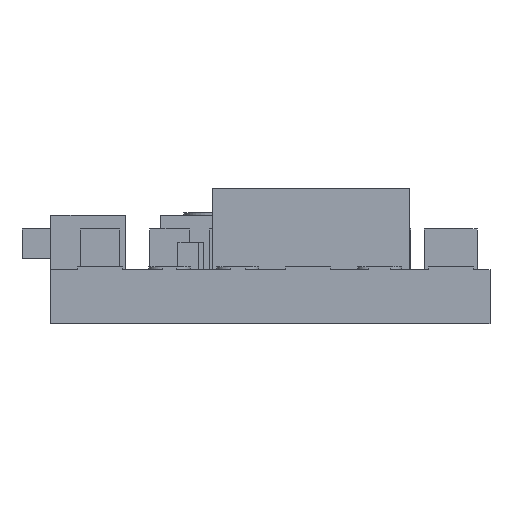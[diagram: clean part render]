
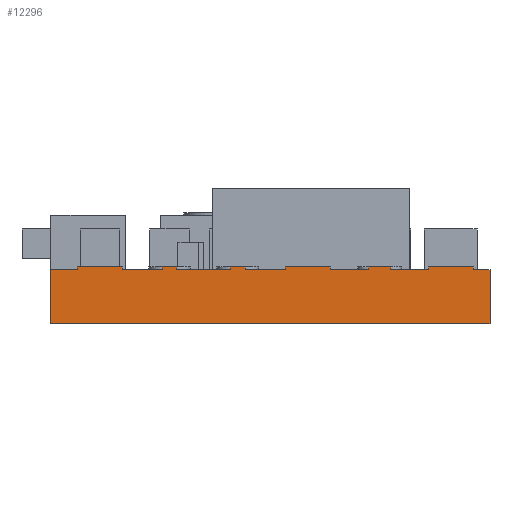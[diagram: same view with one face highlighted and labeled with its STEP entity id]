
A CAD part, left-side view. The second image highlights one B-rep face of the part: STEP entity #12296.
In plain terms, the highlighted planar face has unit normal (-1, 0, 0).
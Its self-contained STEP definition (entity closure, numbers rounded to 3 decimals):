
#1705=FACE_OUTER_BOUND('',#2453,.T.);
#2453=EDGE_LOOP('',(#10844,#10845,#10846,#10847,#10848,#10849,#10850,#10851,
#10852,#10853,#10854,#10855,#10856,#10857,#10858,#10859,#10860,#10861,#10862,
#10863,#10864,#10865,#10866,#10867,#10868,#10869,#10870,#10871));
#2869=LINE('',#16601,#3986);
#3338=LINE('',#23053,#4455);
#3342=LINE('',#23061,#4459);
#3349=LINE('',#23072,#4466);
#3353=LINE('',#23080,#4470);
#3357=LINE('',#23096,#4474);
#3361=LINE('',#23112,#4478);
#3365=LINE('',#23120,#4482);
#3506=LINE('',#23427,#4623);
#3507=LINE('',#23430,#4624);
#3508=LINE('',#23433,#4625);
#3510=LINE('',#23440,#4627);
#3512=LINE('',#23455,#4629);
#3514=LINE('',#23459,#4631);
#3515=LINE('',#23461,#4632);
#3516=LINE('',#23462,#4633);
#3517=LINE('',#23464,#4634);
#3518=LINE('',#23466,#4635);
#3519=LINE('',#23467,#4636);
#3520=LINE('',#23469,#4637);
#3521=LINE('',#23471,#4638);
#3522=LINE('',#23472,#4639);
#3523=LINE('',#23474,#4640);
#3524=LINE('',#23476,#4641);
#3525=LINE('',#23477,#4642);
#3526=LINE('',#23479,#4643);
#3527=LINE('',#23481,#4644);
#3528=LINE('',#23482,#4645);
#3986=VECTOR('',#13416,10.);
#4455=VECTOR('',#14059,10.);
#4459=VECTOR('',#14063,10.);
#4466=VECTOR('',#14070,10.);
#4470=VECTOR('',#14074,10.);
#4474=VECTOR('',#14086,10.);
#4478=VECTOR('',#14098,10.);
#4482=VECTOR('',#14102,10.);
#4623=VECTOR('',#14327,10.);
#4624=VECTOR('',#14330,10.);
#4625=VECTOR('',#14335,10.);
#4627=VECTOR('',#14341,10.);
#4629=VECTOR('',#14357,10.);
#4631=VECTOR('',#14361,10.);
#4632=VECTOR('',#14362,10.);
#4633=VECTOR('',#14363,10.);
#4634=VECTOR('',#14364,10.);
#4635=VECTOR('',#14365,10.);
#4636=VECTOR('',#14366,10.);
#4637=VECTOR('',#14367,10.);
#4638=VECTOR('',#14368,10.);
#4639=VECTOR('',#14369,10.);
#4640=VECTOR('',#14370,10.);
#4641=VECTOR('',#14371,10.);
#4642=VECTOR('',#14372,10.);
#4643=VECTOR('',#14373,10.);
#4644=VECTOR('',#14374,10.);
#4645=VECTOR('',#14375,10.);
#5095=VERTEX_POINT('',#16598);
#5096=VERTEX_POINT('',#16600);
#5771=VERTEX_POINT('',#23050);
#5772=VERTEX_POINT('',#23052);
#5775=VERTEX_POINT('',#23058);
#5776=VERTEX_POINT('',#23060);
#5780=VERTEX_POINT('',#23071);
#5783=VERTEX_POINT('',#23077);
#5784=VERTEX_POINT('',#23079);
#5791=VERTEX_POINT('',#23093);
#5792=VERTEX_POINT('',#23095);
#5799=VERTEX_POINT('',#23109);
#5800=VERTEX_POINT('',#23111);
#5803=VERTEX_POINT('',#23117);
#5804=VERTEX_POINT('',#23119);
#5928=VERTEX_POINT('',#23425);
#5929=VERTEX_POINT('',#23429);
#5932=VERTEX_POINT('',#23438);
#5939=VERTEX_POINT('',#23458);
#5940=VERTEX_POINT('',#23460);
#5941=VERTEX_POINT('',#23463);
#5942=VERTEX_POINT('',#23465);
#5943=VERTEX_POINT('',#23468);
#5944=VERTEX_POINT('',#23470);
#5945=VERTEX_POINT('',#23473);
#5946=VERTEX_POINT('',#23475);
#5947=VERTEX_POINT('',#23478);
#5948=VERTEX_POINT('',#23480);
#6433=EDGE_CURVE('',#5096,#5095,#2869,.T.);
#7425=EDGE_CURVE('',#5772,#5771,#3338,.T.);
#7429=EDGE_CURVE('',#5776,#5775,#3342,.T.);
#7436=EDGE_CURVE('',#5780,#5096,#3349,.T.);
#7440=EDGE_CURVE('',#5784,#5783,#3353,.T.);
#7448=EDGE_CURVE('',#5792,#5791,#3357,.T.);
#7456=EDGE_CURVE('',#5800,#5799,#3361,.T.);
#7460=EDGE_CURVE('',#5804,#5803,#3365,.T.);
#7607=EDGE_CURVE('',#5791,#5928,#3506,.T.);
#7608=EDGE_CURVE('',#5784,#5929,#3507,.T.);
#7610=EDGE_CURVE('',#5929,#5928,#3508,.T.);
#7613=EDGE_CURVE('',#5932,#5095,#3510,.T.);
#7621=EDGE_CURVE('',#5776,#5932,#3512,.T.);
#7623=EDGE_CURVE('',#5775,#5939,#3514,.T.);
#7624=EDGE_CURVE('',#5940,#5939,#3515,.T.);
#7625=EDGE_CURVE('',#5772,#5940,#3516,.T.);
#7626=EDGE_CURVE('',#5771,#5941,#3517,.T.);
#7627=EDGE_CURVE('',#5942,#5941,#3518,.T.);
#7628=EDGE_CURVE('',#5804,#5942,#3519,.T.);
#7629=EDGE_CURVE('',#5803,#5943,#3520,.T.);
#7630=EDGE_CURVE('',#5944,#5943,#3521,.T.);
#7631=EDGE_CURVE('',#5800,#5944,#3522,.T.);
#7632=EDGE_CURVE('',#5799,#5945,#3523,.T.);
#7633=EDGE_CURVE('',#5946,#5945,#3524,.T.);
#7634=EDGE_CURVE('',#5792,#5946,#3525,.T.);
#7635=EDGE_CURVE('',#5783,#5947,#3526,.T.);
#7636=EDGE_CURVE('',#5948,#5947,#3527,.T.);
#7637=EDGE_CURVE('',#5780,#5948,#3528,.T.);
#10844=ORIENTED_EDGE('',*,*,#7429,.T.);
#10845=ORIENTED_EDGE('',*,*,#7623,.T.);
#10846=ORIENTED_EDGE('',*,*,#7624,.F.);
#10847=ORIENTED_EDGE('',*,*,#7625,.F.);
#10848=ORIENTED_EDGE('',*,*,#7425,.T.);
#10849=ORIENTED_EDGE('',*,*,#7626,.T.);
#10850=ORIENTED_EDGE('',*,*,#7627,.F.);
#10851=ORIENTED_EDGE('',*,*,#7628,.F.);
#10852=ORIENTED_EDGE('',*,*,#7460,.T.);
#10853=ORIENTED_EDGE('',*,*,#7629,.T.);
#10854=ORIENTED_EDGE('',*,*,#7630,.F.);
#10855=ORIENTED_EDGE('',*,*,#7631,.F.);
#10856=ORIENTED_EDGE('',*,*,#7456,.T.);
#10857=ORIENTED_EDGE('',*,*,#7632,.T.);
#10858=ORIENTED_EDGE('',*,*,#7633,.F.);
#10859=ORIENTED_EDGE('',*,*,#7634,.F.);
#10860=ORIENTED_EDGE('',*,*,#7448,.T.);
#10861=ORIENTED_EDGE('',*,*,#7607,.T.);
#10862=ORIENTED_EDGE('',*,*,#7610,.F.);
#10863=ORIENTED_EDGE('',*,*,#7608,.F.);
#10864=ORIENTED_EDGE('',*,*,#7440,.T.);
#10865=ORIENTED_EDGE('',*,*,#7635,.T.);
#10866=ORIENTED_EDGE('',*,*,#7636,.F.);
#10867=ORIENTED_EDGE('',*,*,#7637,.F.);
#10868=ORIENTED_EDGE('',*,*,#7436,.T.);
#10869=ORIENTED_EDGE('',*,*,#6433,.T.);
#10870=ORIENTED_EDGE('',*,*,#7613,.F.);
#10871=ORIENTED_EDGE('',*,*,#7621,.F.);
#11642=PLANE('',#12722);
#12296=ADVANCED_FACE('',(#1705),#11642,.T.);
#12722=AXIS2_PLACEMENT_3D('',#23457,#14359,#14360);
#13416=DIRECTION('',(0.,0.,-1.));
#14059=DIRECTION('',(0.,1.,0.));
#14063=DIRECTION('',(0.,1.,0.));
#14070=DIRECTION('',(0.,1.,0.));
#14074=DIRECTION('',(0.,1.,0.));
#14086=DIRECTION('',(0.,1.,0.));
#14098=DIRECTION('',(0.,1.,0.));
#14102=DIRECTION('',(0.,1.,0.));
#14327=DIRECTION('',(0.,0.,1.));
#14330=DIRECTION('',(0.,0.,1.));
#14335=DIRECTION('',(0.,-1.,0.));
#14341=DIRECTION('',(0.,1.,0.));
#14357=DIRECTION('',(0.,0.,-1.));
#14359=DIRECTION('center_axis',(-1.,0.,0.));
#14360=DIRECTION('ref_axis',(0.,1.,0.));
#14361=DIRECTION('',(0.,0.,1.));
#14362=DIRECTION('',(0.,-1.,0.));
#14363=DIRECTION('',(0.,0.,1.));
#14364=DIRECTION('',(0.,0.,1.));
#14365=DIRECTION('',(0.,-1.,0.));
#14366=DIRECTION('',(0.,0.,1.));
#14367=DIRECTION('',(0.,0.,1.));
#14368=DIRECTION('',(0.,-1.,0.));
#14369=DIRECTION('',(0.,0.,1.));
#14370=DIRECTION('',(0.,0.,1.));
#14371=DIRECTION('',(0.,-1.,0.));
#14372=DIRECTION('',(0.,0.,1.));
#14373=DIRECTION('',(0.,0.,1.));
#14374=DIRECTION('',(0.,-1.,0.));
#14375=DIRECTION('',(0.,0.,1.));
#16598=CARTESIAN_POINT('',(-24.512,-3.462,-2.));
#16600=CARTESIAN_POINT('',(-24.512,-3.462,0.));
#16601=CARTESIAN_POINT('',(-24.512,-3.462,0.));
#23050=CARTESIAN_POINT('',(-24.512,-16.05,0.));
#23052=CARTESIAN_POINT('',(-24.512,-17.45,0.));
#23053=CARTESIAN_POINT('',(-24.512,-19.725,0.));
#23058=CARTESIAN_POINT('',(-24.512,-19.113,0.));
#23060=CARTESIAN_POINT('',(-24.512,-19.725,0.));
#23061=CARTESIAN_POINT('',(-24.512,-19.725,0.));
#23071=CARTESIAN_POINT('',(-24.512,-4.45,0.));
#23072=CARTESIAN_POINT('',(-24.512,-19.725,0.));
#23077=CARTESIAN_POINT('',(-24.512,-6.113,0.));
#23079=CARTESIAN_POINT('',(-24.512,-7.594,0.));
#23080=CARTESIAN_POINT('',(-24.512,-19.725,0.));
#23093=CARTESIAN_POINT('',(-24.512,-8.123,0.));
#23095=CARTESIAN_POINT('',(-24.512,-10.107,0.));
#23096=CARTESIAN_POINT('',(-24.512,-19.725,0.));
#23109=CARTESIAN_POINT('',(-24.512,-10.671,0.));
#23111=CARTESIAN_POINT('',(-24.512,-12.15,0.));
#23112=CARTESIAN_POINT('',(-24.512,-19.725,0.));
#23117=CARTESIAN_POINT('',(-24.512,-13.813,0.));
#23119=CARTESIAN_POINT('',(-24.512,-15.236,0.));
#23120=CARTESIAN_POINT('',(-24.512,-19.725,0.));
#23425=CARTESIAN_POINT('',(-24.512,-8.123,0.1));
#23427=CARTESIAN_POINT('',(-24.512,-8.123,0.));
#23429=CARTESIAN_POINT('',(-24.512,-7.594,0.1));
#23430=CARTESIAN_POINT('',(-24.512,-7.594,0.));
#23433=CARTESIAN_POINT('',(-24.512,-8.123,0.1));
#23438=CARTESIAN_POINT('',(-24.512,-19.725,-2.));
#23440=CARTESIAN_POINT('',(-24.512,-19.725,-2.));
#23455=CARTESIAN_POINT('',(-24.512,-19.725,0.));
#23457=CARTESIAN_POINT('Origin',(-24.512,-19.725,0.));
#23458=CARTESIAN_POINT('',(-24.512,-19.113,0.1));
#23459=CARTESIAN_POINT('',(-24.512,-19.113,0.));
#23460=CARTESIAN_POINT('',(-24.512,-17.45,0.1));
#23461=CARTESIAN_POINT('',(-24.512,-19.725,0.1));
#23462=CARTESIAN_POINT('',(-24.512,-17.45,0.));
#23463=CARTESIAN_POINT('',(-24.512,-16.05,0.1));
#23464=CARTESIAN_POINT('',(-24.512,-16.05,0.));
#23465=CARTESIAN_POINT('',(-24.512,-15.236,0.1));
#23466=CARTESIAN_POINT('',(-24.512,-16.05,0.1));
#23467=CARTESIAN_POINT('',(-24.512,-15.236,0.));
#23468=CARTESIAN_POINT('',(-24.512,-13.813,0.1));
#23469=CARTESIAN_POINT('',(-24.512,-13.813,0.));
#23470=CARTESIAN_POINT('',(-24.512,-12.15,0.1));
#23471=CARTESIAN_POINT('',(-24.512,-19.725,0.1));
#23472=CARTESIAN_POINT('',(-24.512,-12.15,0.));
#23473=CARTESIAN_POINT('',(-24.512,-10.671,0.1));
#23474=CARTESIAN_POINT('',(-24.512,-10.671,0.));
#23475=CARTESIAN_POINT('',(-24.512,-10.107,0.1));
#23476=CARTESIAN_POINT('',(-24.512,-10.671,0.1));
#23477=CARTESIAN_POINT('',(-24.512,-10.107,0.));
#23478=CARTESIAN_POINT('',(-24.512,-6.113,0.1));
#23479=CARTESIAN_POINT('',(-24.512,-6.113,0.));
#23480=CARTESIAN_POINT('',(-24.512,-4.45,0.1));
#23481=CARTESIAN_POINT('',(-24.512,-4.45,0.1));
#23482=CARTESIAN_POINT('',(-24.512,-4.45,0.));
